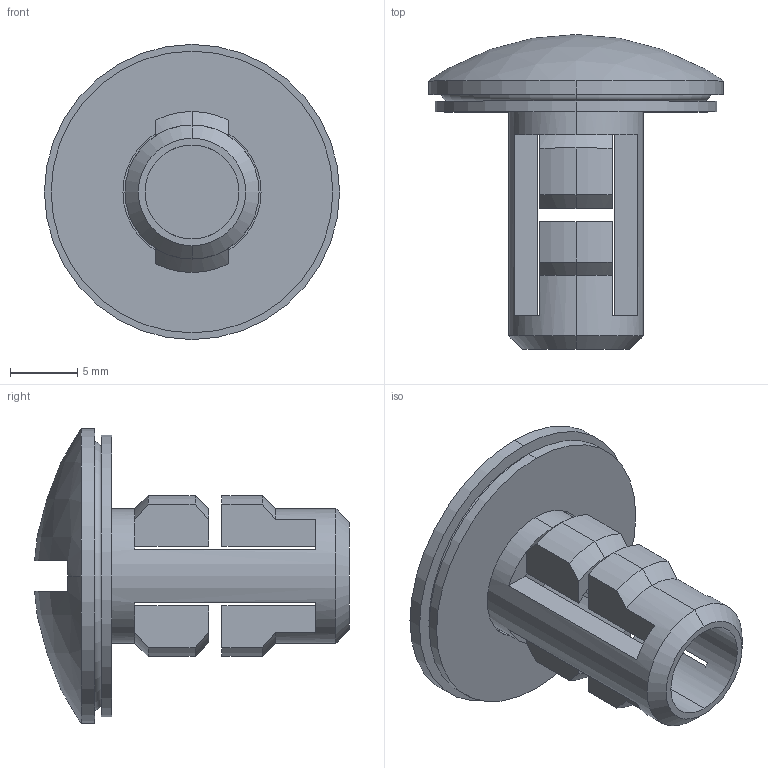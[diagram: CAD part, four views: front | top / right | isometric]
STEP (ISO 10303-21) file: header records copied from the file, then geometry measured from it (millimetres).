
FILE_DESCRIPTION (( 'STEP AP203' ), '1' );
FILE_NAME ('CP-30-BC-12_Œö.STEP', '2007-01-30T04:42:06', ( ' ' ), ( ' ' ), 'SwSTEP 2.0', 'SolidWorks 2006004', '' );
FILE_SCHEMA (( 'CONFIG_CONTROL_DESIGN' ));
Length unit declared in the file: millimetre
Products named in the file (3): CP-30-BC-12ネジキャップ_ﾃﾞﾌｫﾙﾄ; CP-30-BC-12僷僢僉儞_棉太倌; CP-30-BC-12_公
Assembly tree (2 placements, depth 2):
  CP-30-BC-12_公
    CP-30-BC-12僷僢僉儞_棉太倌
    CP-30-BC-12ネジキャップ_ﾃﾞﾌｫﾙﾄ
Bounding box: 22 x 23.47 x 22 mm (x, y, z)
Volume: 1932.8 mm3; surface area: 2697.8 mm2
Topology: 2 solids, 2 shells, 67 faces, 179 edges, 116 vertices
Faces by surface type: plane 34, cylinder 16, cone 11, torus 4, sphere 2
Entity records: 2454 total; most frequent: DIRECTION 403, CARTESIAN_POINT 403, ORIENTED_EDGE 358, EDGE_CURVE 179, AXIS2_PLACEMENT_3D 164, VERTEX_POINT 116, CIRCLE 92, LINE 75
